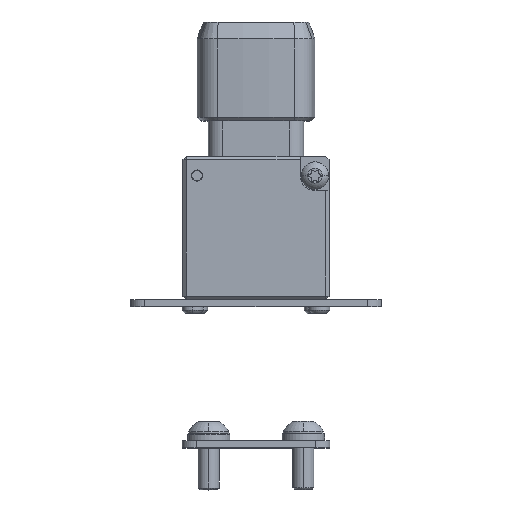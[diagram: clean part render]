
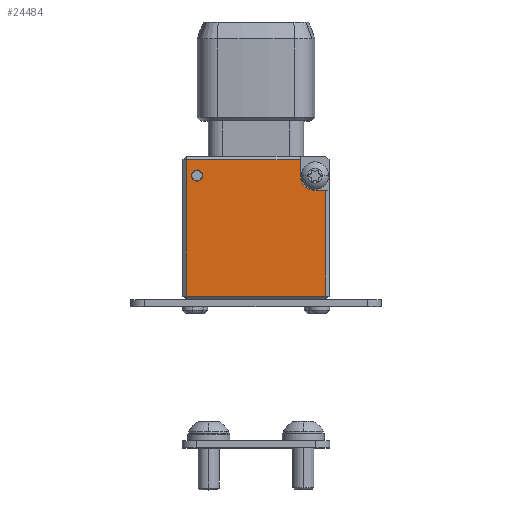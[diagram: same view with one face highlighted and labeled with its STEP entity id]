
A CAD part, top view. The second image highlights one B-rep face of the part: STEP entity #24484.
In plain terms, the highlighted planar face has unit normal (0, 0, 1).
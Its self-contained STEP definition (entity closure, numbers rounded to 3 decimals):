
#18 = EDGE_LOOP ( 'NONE', ( #1838, #17865 ) ) ;
#1200 = LINE ( 'NONE', #17605, #4489 ) ;
#1838 = ORIENTED_EDGE ( 'NONE', *, *, #34318, .F. ) ;
#2571 = CIRCLE ( 'NONE', #3289, 2.1 ) ;
#2649 = EDGE_CURVE ( 'NONE', #3057, #4118, #1200, .T. ) ;
#2707 = DIRECTION ( 'NONE',  ( 1., 0., 0. ) ) ;
#3057 = VERTEX_POINT ( 'NONE', #14847 ) ;
#3289 = AXIS2_PLACEMENT_3D ( 'NONE', #15198, #37846, #8282 ) ;
#3555 = AXIS2_PLACEMENT_3D ( 'NONE', #38104, #7688, #34765 ) ;
#4118 = VERTEX_POINT ( 'NONE', #16509 ) ;
#4489 = VECTOR ( 'NONE', #21816, 1000. ) ;
#4741 = CIRCLE ( 'NONE', #11749, 0.8 ) ;
#5684 = CIRCLE ( 'NONE', #3555, 0.8 ) ;
#5692 = FACE_BOUND ( 'NONE', #18, .T. ) ;
#5806 = LINE ( 'NONE', #13306, #24676 ) ;
#5815 = VERTEX_POINT ( 'NONE', #35997 ) ;
#6996 = LINE ( 'NONE', #21246, #14092 ) ;
#7688 = DIRECTION ( 'NONE',  ( 0., 0., 1. ) ) ;
#8282 = DIRECTION ( 'NONE',  ( 1., 0., 0. ) ) ;
#8517 = PLANE ( 'NONE',  #38256 ) ;
#8976 = ORIENTED_EDGE ( 'NONE', *, *, #40164, .F. ) ;
#11623 = DIRECTION ( 'NONE',  ( 1., 0., 0. ) ) ;
#11749 = AXIS2_PLACEMENT_3D ( 'NONE', #28553, #14789, #21713 ) ;
#11808 = CARTESIAN_POINT ( 'NONE',  ( -10.35, -11.5, 7. ) ) ;
#12545 = VECTOR ( 'NONE', #21860, 1000. ) ;
#13306 = CARTESIAN_POINT ( 'NONE',  ( 6.25, -15.85, 7. ) ) ;
#13508 = CARTESIAN_POINT ( 'NONE',  ( -9.15, -13.75, 7. ) ) ;
#14092 = VECTOR ( 'NONE', #18766, 1000. ) ;
#14450 = ORIENTED_EDGE ( 'NONE', *, *, #32348, .T. ) ;
#14789 = DIRECTION ( 'NONE',  ( 0., 0., 1. ) ) ;
#14847 = CARTESIAN_POINT ( 'NONE',  ( -9.85, -30.8, 7. ) ) ;
#15001 = VERTEX_POINT ( 'NONE', #25337 ) ;
#15188 = LINE ( 'NONE', #11808, #20309 ) ;
#15198 = CARTESIAN_POINT ( 'NONE',  ( 8.35, -13.75, 7. ) ) ;
#15666 = VECTOR ( 'NONE', #25862, 1000. ) ;
#16509 = CARTESIAN_POINT ( 'NONE',  ( 9.85, -30.8, 7. ) ) ;
#17605 = CARTESIAN_POINT ( 'NONE',  ( 10.35, -30.8, 7. ) ) ;
#17865 = ORIENTED_EDGE ( 'NONE', *, *, #19720, .F. ) ;
#18355 = FACE_OUTER_BOUND ( 'NONE', #37017, .T. ) ;
#18766 = DIRECTION ( 'NONE',  ( 0., 1., 0. ) ) ;
#18877 = VERTEX_POINT ( 'NONE', #21924 ) ;
#19308 = EDGE_CURVE ( 'NONE', #32882, #22156, #5806, .T. ) ;
#19720 = EDGE_CURVE ( 'NONE', #23591, #18877, #4741, .T. ) ;
#20309 = VECTOR ( 'NONE', #32262, 1000. ) ;
#21246 = CARTESIAN_POINT ( 'NONE',  ( 9.85, -31.3, 7. ) ) ;
#21692 = CARTESIAN_POINT ( 'NONE',  ( -10.35, -31.3, 7. ) ) ;
#21713 = DIRECTION ( 'NONE',  ( 1., 0., 0. ) ) ;
#21816 = DIRECTION ( 'NONE',  ( 1., 0., 0. ) ) ;
#21860 = DIRECTION ( 'NONE',  ( 0., -1., 0. ) ) ;
#21924 = CARTESIAN_POINT ( 'NONE',  ( -7.55, -13.75, 7. ) ) ;
#22119 = DIRECTION ( 'NONE',  ( 0., 0., 1. ) ) ;
#22156 = VERTEX_POINT ( 'NONE', #25036 ) ;
#22770 = LINE ( 'NONE', #32958, #15666 ) ;
#23382 = ORIENTED_EDGE ( 'NONE', *, *, #31746, .T. ) ;
#23591 = VERTEX_POINT ( 'NONE', #13508 ) ;
#24484 = ADVANCED_FACE ( 'NONE', ( #5692, #18355 ), #8517, .T. ) ;
#24676 = VECTOR ( 'NONE', #2707, 1000. ) ;
#24912 = ORIENTED_EDGE ( 'NONE', *, *, #19308, .F. ) ;
#25036 = CARTESIAN_POINT ( 'NONE',  ( 9.85, -15.85, 7. ) ) ;
#25224 = EDGE_CURVE ( 'NONE', #34141, #3057, #22770, .T. ) ;
#25337 = CARTESIAN_POINT ( 'NONE',  ( 6.25, -13.75, 7. ) ) ;
#25862 = DIRECTION ( 'NONE',  ( 0., -1., 0. ) ) ;
#28265 = LINE ( 'NONE', #31604, #12545 ) ;
#28553 = CARTESIAN_POINT ( 'NONE',  ( -8.35, -13.75, 7. ) ) ;
#31604 = CARTESIAN_POINT ( 'NONE',  ( 6.25, -15.85, 7. ) ) ;
#31746 = EDGE_CURVE ( 'NONE', #5815, #34141, #15188, .T. ) ;
#32262 = DIRECTION ( 'NONE',  ( -1., 0., 0. ) ) ;
#32348 = EDGE_CURVE ( 'NONE', #32882, #15001, #2571, .T. ) ;
#32882 = VERTEX_POINT ( 'NONE', #41705 ) ;
#32958 = CARTESIAN_POINT ( 'NONE',  ( -9.85, -31.3, 7. ) ) ;
#33678 = CARTESIAN_POINT ( 'NONE',  ( -9.85, -11.5, 7. ) ) ;
#34141 = VERTEX_POINT ( 'NONE', #33678 ) ;
#34318 = EDGE_CURVE ( 'NONE', #18877, #23591, #5684, .T. ) ;
#34765 = DIRECTION ( 'NONE',  ( 1., 0., 0. ) ) ;
#35997 = CARTESIAN_POINT ( 'NONE',  ( 6.25, -11.5, 7. ) ) ;
#36405 = ORIENTED_EDGE ( 'NONE', *, *, #25224, .T. ) ;
#37017 = EDGE_LOOP ( 'NONE', ( #8976, #23382, #36405, #43596, #42301, #24912, #14450 ) ) ;
#37846 = DIRECTION ( 'NONE',  ( 0., 0., -1. ) ) ;
#38104 = CARTESIAN_POINT ( 'NONE',  ( -8.35, -13.75, 7. ) ) ;
#38256 = AXIS2_PLACEMENT_3D ( 'NONE', #21692, #22119, #11623 ) ;
#40164 = EDGE_CURVE ( 'NONE', #5815, #15001, #28265, .T. ) ;
#41448 = EDGE_CURVE ( 'NONE', #4118, #22156, #6996, .T. ) ;
#41705 = CARTESIAN_POINT ( 'NONE',  ( 8.35, -15.85, 7. ) ) ;
#42301 = ORIENTED_EDGE ( 'NONE', *, *, #41448, .T. ) ;
#43596 = ORIENTED_EDGE ( 'NONE', *, *, #2649, .T. ) ;
